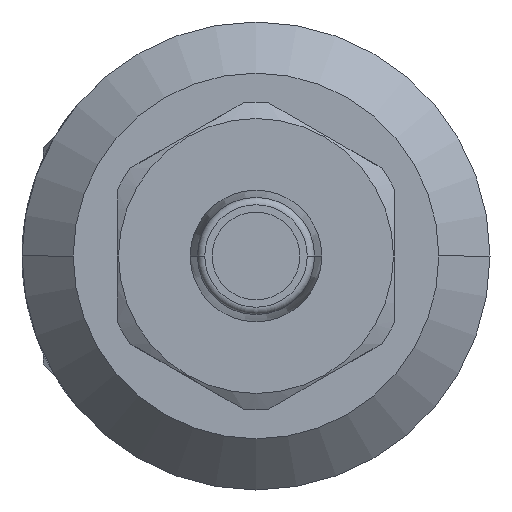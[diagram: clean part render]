
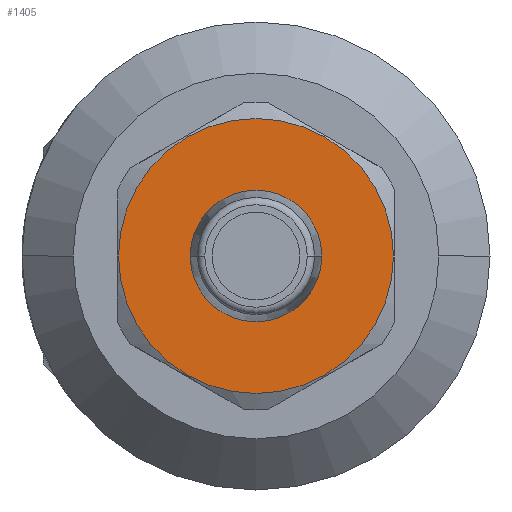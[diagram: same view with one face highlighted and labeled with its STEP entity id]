
A CAD part, left-side view. The second image highlights one B-rep face of the part: STEP entity #1405.
In plain terms, the highlighted planar face has unit normal (-1, 0, 0).
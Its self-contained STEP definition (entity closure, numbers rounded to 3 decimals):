
#27 = AXIS2_PLACEMENT_3D ( 'NONE', #934, #935, #936 ) ;
#124 = AXIS2_PLACEMENT_3D ( 'NONE', #990, #991, #992 ) ;
#131 = CIRCLE ( 'NONE', #124, 4.5 ) ;
#140 = FACE_OUTER_BOUND ( 'NONE', #1609, .T. ) ;
#141 = FACE_BOUND ( 'NONE', #1611, .T. ) ;
#273 = CIRCLE ( 'NONE', #282, 4.5 ) ;
#278 = CIRCLE ( 'NONE', #288, 9.4 ) ;
#282 = AXIS2_PLACEMENT_3D ( 'NONE', #1753, #1754, #1755 ) ;
#288 = AXIS2_PLACEMENT_3D ( 'NONE', #1756, #1757, #1758 ) ;
#325 = CARTESIAN_POINT ( 'NONE',  ( -63., 9.4, 0. ) ) ;
#330 = CARTESIAN_POINT ( 'NONE',  ( -63., -9.4, 0. ) ) ;
#354 = CARTESIAN_POINT ( 'NONE',  ( -63., -4.5, 0. ) ) ;
#356 = CARTESIAN_POINT ( 'NONE',  ( -63., 4.5, 0. ) ) ;
#606 = VERTEX_POINT ( 'NONE', #325 ) ;
#611 = VERTEX_POINT ( 'NONE', #330 ) ;
#636 = VERTEX_POINT ( 'NONE', #354 ) ;
#638 = VERTEX_POINT ( 'NONE', #356 ) ;
#811 = ORIENTED_EDGE ( 'NONE', *, *, #1311, .F. ) ;
#812 = ORIENTED_EDGE ( 'NONE', *, *, #1312, .T. ) ;
#814 = ORIENTED_EDGE ( 'NONE', *, *, #1237, .T. ) ;
#815 = ORIENTED_EDGE ( 'NONE', *, *, #1248, .F. ) ;
#934 = CARTESIAN_POINT ( 'NONE',  ( -63., 0., 0. ) ) ;
#935 = DIRECTION ( 'NONE',  ( -1., 0., 0. ) ) ;
#936 = DIRECTION ( 'NONE',  ( 0., -1., 0. ) ) ;
#990 = CARTESIAN_POINT ( 'NONE',  ( -63., 0., 0. ) ) ;
#991 = DIRECTION ( 'NONE',  ( -1., 0., 0. ) ) ;
#992 = DIRECTION ( 'NONE',  ( 0., -1., 0. ) ) ;
#1237 = EDGE_CURVE ( 'NONE', #611, #606, #2650, .T. ) ;
#1248 = EDGE_CURVE ( 'NONE', #638, #636, #131, .T. ) ;
#1311 = EDGE_CURVE ( 'NONE', #636, #638, #273, .T. ) ;
#1312 = EDGE_CURVE ( 'NONE', #606, #611, #278, .T. ) ;
#1405 = ADVANCED_FACE ( 'NONE', ( #140, #141 ), #2088, .T. ) ;
#1569 = AXIS2_PLACEMENT_3D ( 'NONE', #2089, #2090, #2091 ) ;
#1609 = EDGE_LOOP ( 'NONE', ( #812, #814 ) ) ;
#1611 = EDGE_LOOP ( 'NONE', ( #811, #815 ) ) ;
#1753 = CARTESIAN_POINT ( 'NONE',  ( -63., 0., 0. ) ) ;
#1754 = DIRECTION ( 'NONE',  ( -1., 0., 0. ) ) ;
#1755 = DIRECTION ( 'NONE',  ( 0., -1., 0. ) ) ;
#1756 = CARTESIAN_POINT ( 'NONE',  ( -63., 0., 0. ) ) ;
#1757 = DIRECTION ( 'NONE',  ( -1., 0., 0. ) ) ;
#1758 = DIRECTION ( 'NONE',  ( 0., -1., 0. ) ) ;
#2088 = PLANE ( 'NONE',  #1569 ) ;
#2089 = CARTESIAN_POINT ( 'NONE',  ( -63., 0., 4.5 ) ) ;
#2090 = DIRECTION ( 'NONE',  ( -1., 0., 0. ) ) ;
#2091 = DIRECTION ( 'NONE',  ( 0., -1., 0. ) ) ;
#2650 = CIRCLE ( 'NONE', #27, 9.4 ) ;
